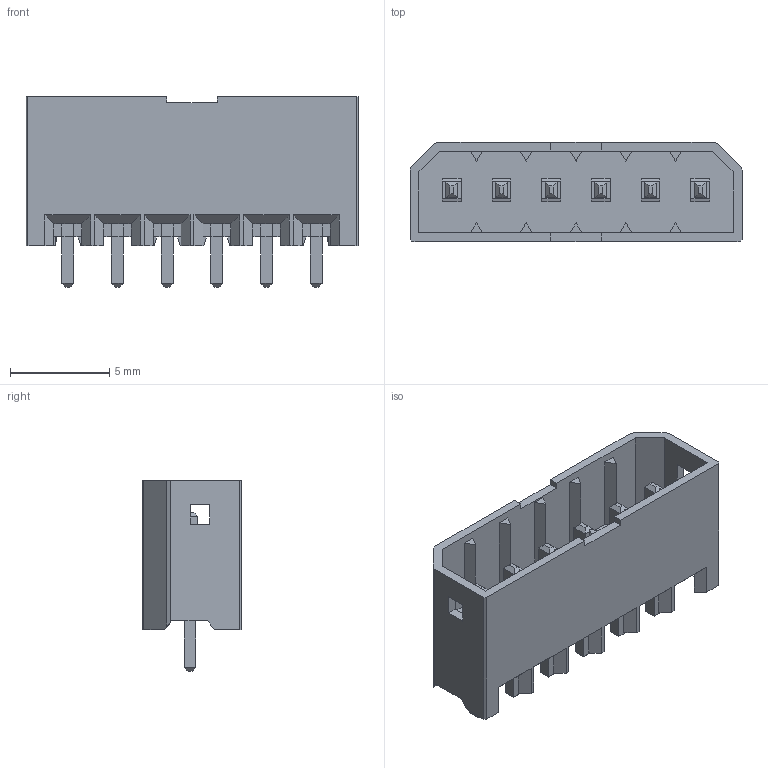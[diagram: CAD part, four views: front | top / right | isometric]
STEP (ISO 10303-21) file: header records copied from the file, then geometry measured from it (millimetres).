
FILE_DESCRIPTION(/* description */ ('Unknown'),/* implementation_level */ '2;1');
FILE_NAME(/* name */ '691347010006B',/* time_stamp */ '2020-07-15T13:43:12+02:00',/* author */ ('Unknown'),/* organization */ ('Unknown'),/* preprocessor_version */ 'ST-DEVELOPER v16.7',/* originating_system */ 'DEX',/* authorisation */ $);
FILE_SCHEMA (('AUTOMOTIVE_DESIGN {1 0 10303 214 3 1 1}'));
Length unit declared in the file: millimetre
Products named in the file (3): 6913470100xxB; 691347010006B; 6913470100xxB_pin
Assembly tree (7 placements, depth 2):
  6913470100xxB
    691347010006B
    6913470100xxB_pin  x6
Bounding box: 16.7 x 5 x 9.6 mm (x, y, z)
Volume: 262.6 mm3; surface area: 1040.7 mm2
Topology: 7 solids, 7 shells, 558 faces, 1506 edges, 974 vertices
Faces by surface type: plane 552, cylinder 6
Full cylindrical faces by diameter (mm): 0.5 x6
Entity records: 12200 total; most frequent: CARTESIAN_POINT 2175, ORIENTED_EDGE 2160, DIRECTION 1864, EDGE_CURVE 1080, LINE 1078, VECTOR 1078, VERTEX_POINT 704, EDGE_LOOP 402
